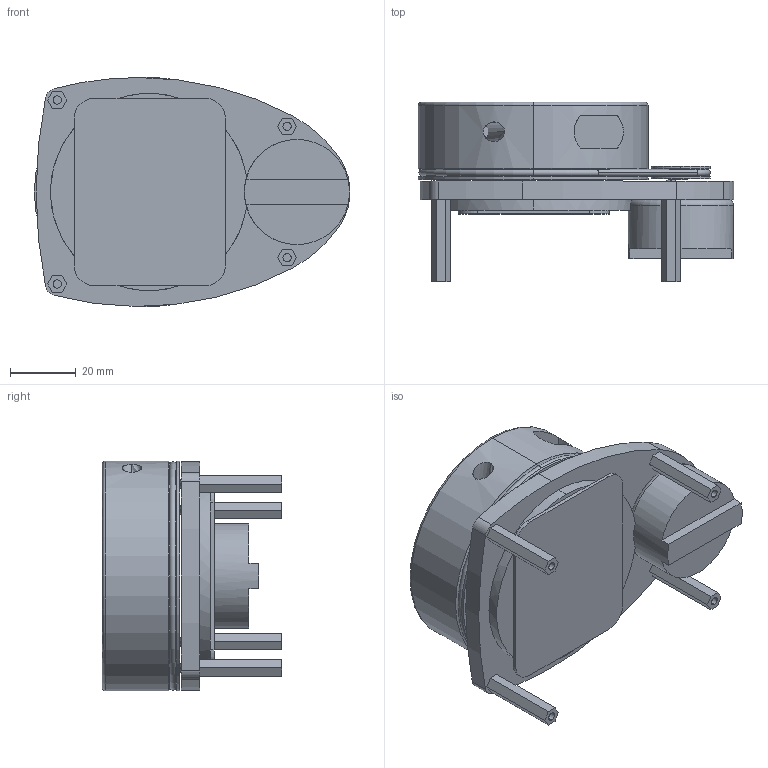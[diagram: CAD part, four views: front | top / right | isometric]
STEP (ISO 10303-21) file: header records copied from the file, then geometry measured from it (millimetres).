
FILE_DESCRIPTION (( 'STEP AP214' ), '1' );
FILE_NAME ('RPLidar_SCTL.STEP', '2024-01-10T18:23:02', ( '' ), ( '' ), 'SwSTEP 2.0', 'SolidWorks 2019', '' );
FILE_SCHEMA (( 'AUTOMOTIVE_DESIGN' ));
Length unit declared in the file: millimetre
Products named in the file (1): RPLidar_SCTL
Bounding box: 96.1 x 54.6 x 70 mm (x, y, z)
Volume: 142993.7 mm3; surface area: 34421.9 mm2
Topology: 2 solids, 2 shells, 354 faces, 890 edges, 576 vertices
Faces by surface type: plane 194, cylinder 88, torus 38, bspline 32, cone 2
Entity records: 12301 total; most frequent: CARTESIAN_POINT 3879, ORIENTED_EDGE 1780, DIRECTION 1660, EDGE_CURVE 890, AXIS2_PLACEMENT_3D 581, VERTEX_POINT 576, LINE 498, VECTOR 498
